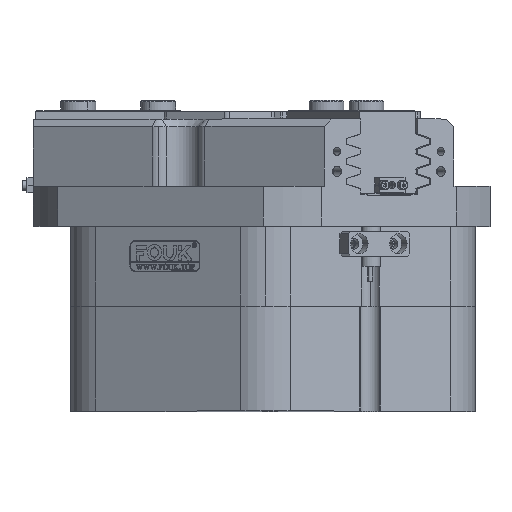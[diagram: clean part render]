
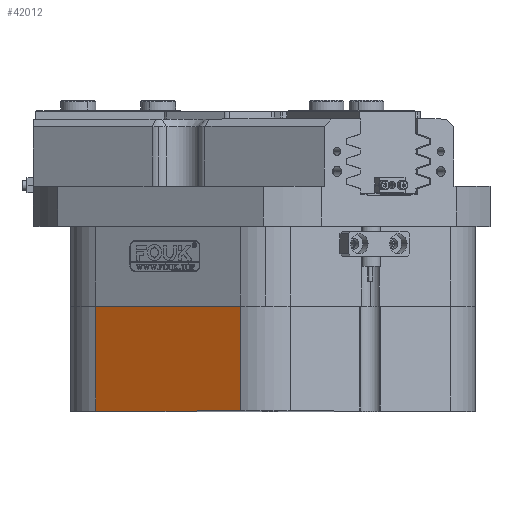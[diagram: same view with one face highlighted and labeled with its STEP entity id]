
A CAD part, top view. The second image highlights one B-rep face of the part: STEP entity #42012.
In plain terms, the highlighted face is planar.
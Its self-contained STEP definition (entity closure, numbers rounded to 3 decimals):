
#235 = VECTOR ( 'NONE', #16940, 1000. ) ;
#2561 = EDGE_CURVE ( 'NONE', #39531, #25578, #16581, .T. ) ;
#4349 = CARTESIAN_POINT ( 'NONE',  ( 70., 42., -54.271 ) ) ;
#4562 = DIRECTION ( 'NONE',  ( 0., 1., 0. ) ) ;
#4884 = EDGE_CURVE ( 'NONE', #39531, #12402, #22329, .T. ) ;
#5128 = CARTESIAN_POINT ( 'NONE',  ( 41., 0., -71.014 ) ) ;
#6232 = EDGE_CURVE ( 'NONE', #12402, #35242, #19739, .T. ) ;
#8274 = CARTESIAN_POINT ( 'NONE',  ( 12., 0., -87.757 ) ) ;
#8541 = DIRECTION ( 'NONE',  ( -0.866, 0., -0.5 ) ) ;
#9636 = CARTESIAN_POINT ( 'NONE',  ( 164., 0., 0. ) ) ;
#10094 = DIRECTION ( 'NONE',  ( 0., -1., 0. ) ) ;
#10172 = ORIENTED_EDGE ( 'NONE', *, *, #2561, .F. ) ;
#10647 = CARTESIAN_POINT ( 'NONE',  ( 164., 42., 0. ) ) ;
#12402 = VERTEX_POINT ( 'NONE', #18813 ) ;
#12475 = CARTESIAN_POINT ( 'NONE',  ( 12., 0., -87.757 ) ) ;
#15899 = CARTESIAN_POINT ( 'NONE',  ( 12., 42., -87.757 ) ) ;
#16581 = LINE ( 'NONE', #10647, #235 ) ;
#16940 = DIRECTION ( 'NONE',  ( -0.866, 0., -0.5 ) ) ;
#18718 = AXIS2_PLACEMENT_3D ( 'NONE', #9636, #19888, #19489 ) ;
#18813 = CARTESIAN_POINT ( 'NONE',  ( 70., 0., -54.271 ) ) ;
#19489 = DIRECTION ( 'NONE',  ( -0.866, 0., -0.5 ) ) ;
#19739 = LINE ( 'NONE', #5128, #42279 ) ;
#19888 = DIRECTION ( 'NONE',  ( 0.5, 0., -0.866 ) ) ;
#22329 = LINE ( 'NONE', #23383, #24933 ) ;
#23383 = CARTESIAN_POINT ( 'NONE',  ( 70., 0., -54.271 ) ) ;
#23945 = ORIENTED_EDGE ( 'NONE', *, *, #6232, .T. ) ;
#24832 = ORIENTED_EDGE ( 'NONE', *, *, #4884, .T. ) ;
#24933 = VECTOR ( 'NONE', #10094, 1000. ) ;
#25119 = ORIENTED_EDGE ( 'NONE', *, *, #32437, .T. ) ;
#25578 = VERTEX_POINT ( 'NONE', #15899 ) ;
#26784 = FACE_OUTER_BOUND ( 'NONE', #38313, .T. ) ;
#29268 = PLANE ( 'NONE',  #18718 ) ;
#32437 = EDGE_CURVE ( 'NONE', #35242, #25578, #40994, .T. ) ;
#35242 = VERTEX_POINT ( 'NONE', #12475 ) ;
#35404 = VECTOR ( 'NONE', #4562, 1000. ) ;
#38313 = EDGE_LOOP ( 'NONE', ( #10172, #24832, #23945, #25119 ) ) ;
#39531 = VERTEX_POINT ( 'NONE', #4349 ) ;
#40994 = LINE ( 'NONE', #8274, #35404 ) ;
#42012 = ADVANCED_FACE ( 'NONE', ( #26784 ), #29268, .T. ) ;
#42279 = VECTOR ( 'NONE', #8541, 1000. ) ;
